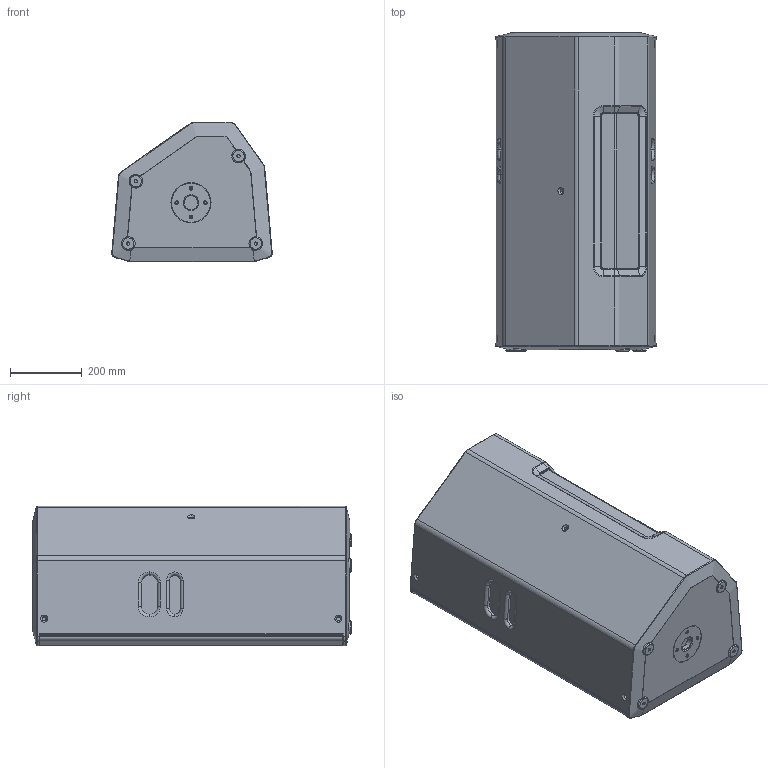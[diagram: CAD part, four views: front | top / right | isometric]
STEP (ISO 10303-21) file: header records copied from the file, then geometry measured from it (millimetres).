
FILE_DESCRIPTION (( 'STEP AP214' ), '1' );
FILE_NAME ('TNX-1581 Solid Part.STEP', '2017-11-09T13:58:42', ( '' ), ( '' ), 'SwSTEP 2.0', 'SolidWorks 2017', '' );
FILE_SCHEMA (( 'AUTOMOTIVE_DESIGN' ));
Length unit declared in the file: millimetre
Products named in the file (1): TNX-1581 Solid Part
Bounding box: 448.32 x 889 x 390 mm (x, y, z)
Volume: 121542156.1 mm3; surface area: 2157211.4 mm2
Topology: 1 solids, 2 shells, 648 faces, 1612 edges, 1010 vertices
Faces by surface type: plane 306, cylinder 194, bspline 74, cone 38, torus 36
Entity records: 57026 total; most frequent: CARTESIAN_POINT 34665, ORIENTED_EDGE 3224, DIRECTION 3090, EDGE_CURVE 1612, AXIS2_PLACEMENT_3D 1110, VERTEX_POINT 1010, VECTOR 870, LINE 870
